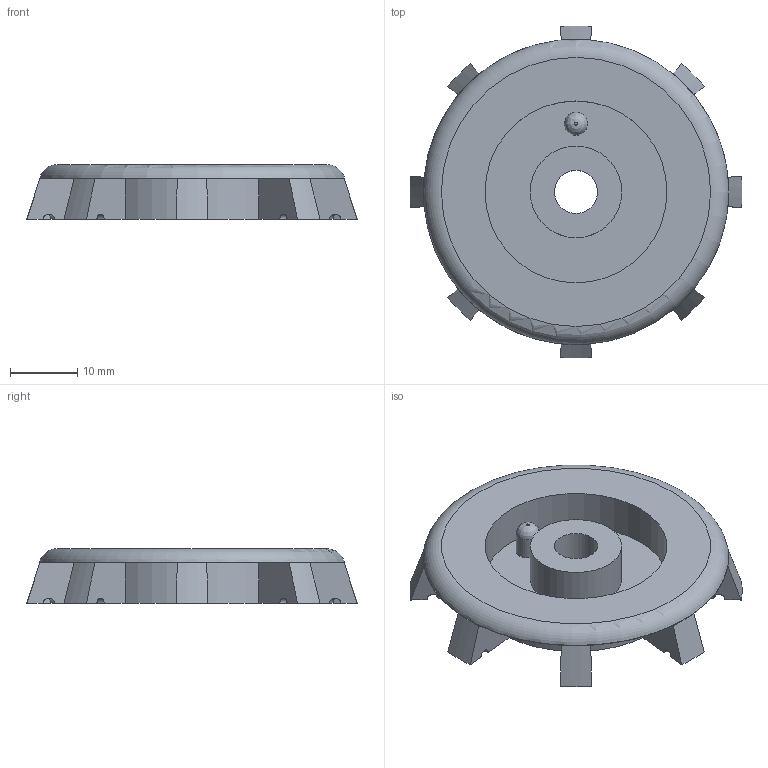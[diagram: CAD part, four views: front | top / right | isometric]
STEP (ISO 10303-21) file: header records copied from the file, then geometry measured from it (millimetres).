
FILE_DESCRIPTION(/* description */ (''),/* implementation_level */ '2;1');
FILE_NAME(/* name */ 'Flexiwheel - Half Wheel.ipt.stp',/* time_stamp */ '2014-02-16T10:52:27-05:00',/* author */ ('Spooner'),/* organization */ (''),/* preprocessor_version */ 'ST-DEVELOPER v15.2',/* originating_system */ 'Autodesk Inventor 2014',/* authorisation */ '');
FILE_SCHEMA (('AUTOMOTIVE_DESIGN { 1 0 10303 214 3 1 1 }'));
Length unit declared in the file: inch
Products named in the file (1): Flexiwheel - Half Wheel
Bounding box: 49.5 x 49.5 x 8.19 mm (x, y, z)
Volume: 6564.5 mm3; surface area: 5879.5 mm2
Topology: 1 solids, 1 shells, 84 faces, 221 edges, 142 vertices
Faces by surface type: plane 45, cylinder 28, cone 9, bspline 1, torus 1
Full cylindrical faces by diameter (mm): 3.454 x1, 6.452 x1, 13.665 x1, 27.127 x1
Entity records: 2611 total; most frequent: CARTESIAN_POINT 468, DIRECTION 466, ORIENTED_EDGE 428, EDGE_CURVE 214, AXIS2_PLACEMENT_3D 169, VERTEX_POINT 141, LINE 128, VECTOR 128
